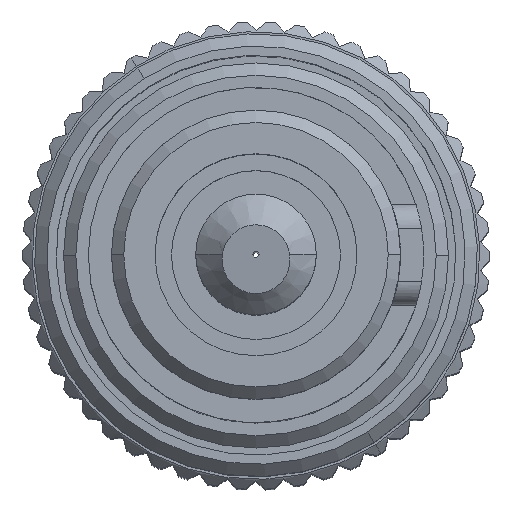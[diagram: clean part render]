
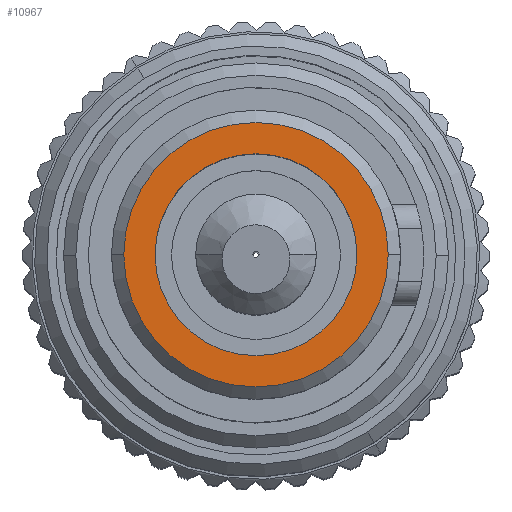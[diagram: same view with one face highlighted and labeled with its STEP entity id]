
A CAD part, top view. The second image highlights one B-rep face of the part: STEP entity #10967.
In plain terms, the highlighted planar face has unit normal (0, 0, 1).
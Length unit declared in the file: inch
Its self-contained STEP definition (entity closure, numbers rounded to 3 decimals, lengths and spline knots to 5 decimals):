
#9963 = EDGE_CURVE ( 'NONE', #9970, #9972, #17148, .T. ) ;
#9970 = VERTEX_POINT ( 'NONE', #17174 ) ;
#9972 = VERTEX_POINT ( 'NONE', #17154 ) ;
#10483 = VERTEX_POINT ( 'NONE', #15536 ) ;
#10485 = VERTEX_POINT ( 'NONE', #15530 ) ;
#10594 = EDGE_CURVE ( 'NONE', #10483, #10485, #15634, .T. ) ;
#10900 = EDGE_LOOP ( 'NONE', ( #10909, #10905 ) ) ;
#10905 = ORIENTED_EDGE ( 'NONE', *, *, #9963, .T. ) ;
#10909 = ORIENTED_EDGE ( 'NONE', *, *, #10982, .T. ) ;
#10917 = ORIENTED_EDGE ( 'NONE', *, *, #10974, .F. ) ;
#10920 = ORIENTED_EDGE ( 'NONE', *, *, #10594, .F. ) ;
#10959 = EDGE_LOOP ( 'NONE', ( #10917, #10920 ) ) ;
#10967 = ADVANCED_FACE ( 'NONE', ( #16611, #16624 ), #17903, .F. ) ;
#10974 = EDGE_CURVE ( 'NONE', #10485, #10483, #17901, .T. ) ;
#10982 = EDGE_CURVE ( 'NONE', #9972, #9970, #17887, .T. ) ;
#15530 = CARTESIAN_POINT ( 'NONE',  ( 0.02986, 0.03912, 0.34647 ) ) ;
#15536 = CARTESIAN_POINT ( 'NONE',  ( -0.13427, 0.03912, 0.34647 ) ) ;
#15634 = CIRCLE ( 'NONE', #15658, 0.08207 ) ;
#15658 = AXIS2_PLACEMENT_3D ( 'NONE', #15659, #15696, #15695 ) ;
#15659 = CARTESIAN_POINT ( 'NONE',  ( -0.05221, 0.03912, 0.34647 ) ) ;
#15695 = DIRECTION ( 'NONE',  ( 1., 0., 0. ) ) ;
#15696 = DIRECTION ( 'NONE',  ( 0., 0., 1. ) ) ;
#16611 = FACE_OUTER_BOUND ( 'NONE', #10900, .T. ) ;
#16624 = FACE_BOUND ( 'NONE', #10959, .T. ) ;
#17148 = CIRCLE ( 'NONE', #17181, 0.1075 ) ;
#17150 = CARTESIAN_POINT ( 'NONE',  ( -0.05221, 0.03912, 0.34647 ) ) ;
#17154 = CARTESIAN_POINT ( 'NONE',  ( -0.15971, 0.03912, 0.34647 ) ) ;
#17172 = DIRECTION ( 'NONE',  ( -1., 0., 0. ) ) ;
#17173 = DIRECTION ( 'NONE',  ( 0., 0., 1. ) ) ;
#17174 = CARTESIAN_POINT ( 'NONE',  ( 0.05529, 0.03912, 0.34647 ) ) ;
#17181 = AXIS2_PLACEMENT_3D ( 'NONE', #17150, #17173, #17172 ) ;
#17855 = AXIS2_PLACEMENT_3D ( 'NONE', #17873, #17871, #17949 ) ;
#17871 = DIRECTION ( 'NONE',  ( 0., 0., 1. ) ) ;
#17873 = CARTESIAN_POINT ( 'NONE',  ( -0.05221, 0.03912, 0.34647 ) ) ;
#17879 = DIRECTION ( 'NONE',  ( 1., 0., 0. ) ) ;
#17881 = DIRECTION ( 'NONE',  ( 0., 0., 1. ) ) ;
#17887 = CIRCLE ( 'NONE', #17855, 0.1075 ) ;
#17890 = DIRECTION ( 'NONE',  ( -1., 0., 0. ) ) ;
#17892 = DIRECTION ( 'NONE',  ( 0., 0., -1. ) ) ;
#17893 = CARTESIAN_POINT ( 'NONE',  ( -0.05221, 0.12119, 0.34647 ) ) ;
#17895 = AXIS2_PLACEMENT_3D ( 'NONE', #17893, #17892, #17890 ) ;
#17896 = CARTESIAN_POINT ( 'NONE',  ( -0.05221, 0.03912, 0.34647 ) ) ;
#17901 = CIRCLE ( 'NONE', #17904, 0.08207 ) ;
#17903 = PLANE ( 'NONE',  #17895 ) ;
#17904 = AXIS2_PLACEMENT_3D ( 'NONE', #17896, #17881, #17879 ) ;
#17949 = DIRECTION ( 'NONE',  ( -1., 0., 0. ) ) ;
